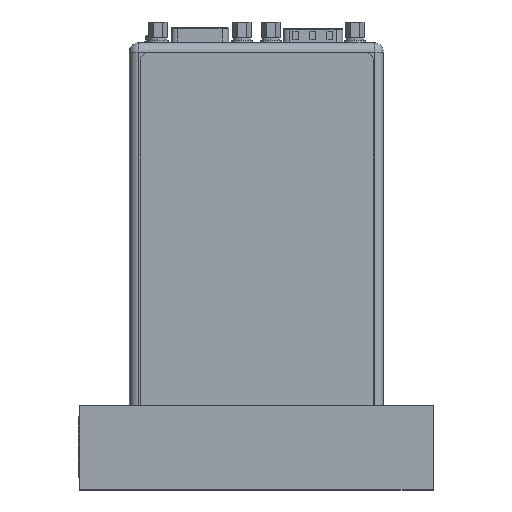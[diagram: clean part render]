
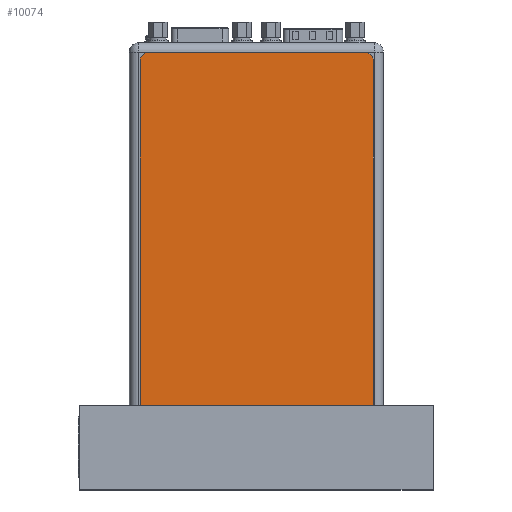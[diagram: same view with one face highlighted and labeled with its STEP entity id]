
A CAD part, top view. The second image highlights one B-rep face of the part: STEP entity #10074.
In plain terms, the highlighted planar face has unit normal (0, 0, 1).
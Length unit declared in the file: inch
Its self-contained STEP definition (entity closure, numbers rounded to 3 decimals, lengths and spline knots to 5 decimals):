
#9889=CARTESIAN_POINT('',(2.63,4.04,0.004));
#9890=DIRECTION('',(0.,0.,1.));
#9891=DIRECTION('',(1.,0.,0.));
#9892=AXIS2_PLACEMENT_3D('',#9889,#9890,#9891);
#9897=DIRECTION('',(0.,1.,0.));
#9898=VECTOR('',#9897,4.04);
#9899=CARTESIAN_POINT('',(2.73,0.,0.004));
#9900=LINE('',#9899,#9898);
#9904=DIRECTION('',(1.,0.,0.));
#9905=VECTOR('',#9904,2.73);
#9906=CARTESIAN_POINT('',(0.,0.,0.004));
#9907=LINE('',#9906,#9905);
#9911=DIRECTION('',(0.,-1.,0.));
#9912=VECTOR('',#9911,4.04);
#9913=CARTESIAN_POINT('',(0.,4.04,0.004));
#9914=LINE('',#9913,#9912);
#9918=CARTESIAN_POINT('',(0.1,4.04,0.004));
#9919=DIRECTION('',(0.,0.,1.));
#9920=DIRECTION('',(0.,1.,0.));
#9921=AXIS2_PLACEMENT_3D('',#9918,#9919,#9920);
#9926=DIRECTION('',(-1.,0.,0.));
#9927=VECTOR('',#9926,2.53);
#9928=CARTESIAN_POINT('',(2.63,4.14,0.004));
#9929=LINE('',#9928,#9927);
#9937=CARTESIAN_POINT('',(0.,0.,0.004));
#9938=CARTESIAN_POINT('',(2.73,0.,0.004));
#9939=VERTEX_POINT('',#9937);
#9940=VERTEX_POINT('',#9938);
#9945=CARTESIAN_POINT('',(2.73,4.04,0.004));
#9946=VERTEX_POINT('',#9945);
#9947=CARTESIAN_POINT('',(2.63,4.14,0.004));
#9948=VERTEX_POINT('',#9947);
#9953=CARTESIAN_POINT('',(0.1,4.14,0.004));
#9954=VERTEX_POINT('',#9953);
#9955=CARTESIAN_POINT('',(0.,4.04,0.004));
#9956=VERTEX_POINT('',#9955);
#10061=CARTESIAN_POINT('',(0.,0.,0.004));
#10062=DIRECTION('',(0.,0.,1.));
#10063=DIRECTION('',(1.,0.,0.));
#10064=AXIS2_PLACEMENT_3D('',#10061,#10062,#10063);
#10065=PLANE('',#10064);
#10066=ORIENTED_EDGE('',*,*,#9985,.F.);
#10067=ORIENTED_EDGE('',*,*,#10001,.F.);
#10068=ORIENTED_EDGE('',*,*,#10014,.F.);
#10069=ORIENTED_EDGE('',*,*,#10027,.F.);
#10070=ORIENTED_EDGE('',*,*,#10042,.F.);
#10071=ORIENTED_EDGE('',*,*,#10054,.F.);
#10072=EDGE_LOOP('',(#10066,#10067,#10068,#10069,#10070,#10071));
#10073=FACE_OUTER_BOUND('',#10072,.F.);
#10074=ADVANCED_FACE('',(#10073),#10065,.T.);
#9893=CIRCLE('',#9892,0.1);
#9922=CIRCLE('',#9921,0.1);
#9985=EDGE_CURVE('',#9946,#9948,#9893,.T.);
#10001=EDGE_CURVE('',#9940,#9946,#9900,.T.);
#10014=EDGE_CURVE('',#9939,#9940,#9907,.T.);
#10027=EDGE_CURVE('',#9956,#9939,#9914,.T.);
#10042=EDGE_CURVE('',#9954,#9956,#9922,.T.);
#10054=EDGE_CURVE('',#9948,#9954,#9929,.T.);
